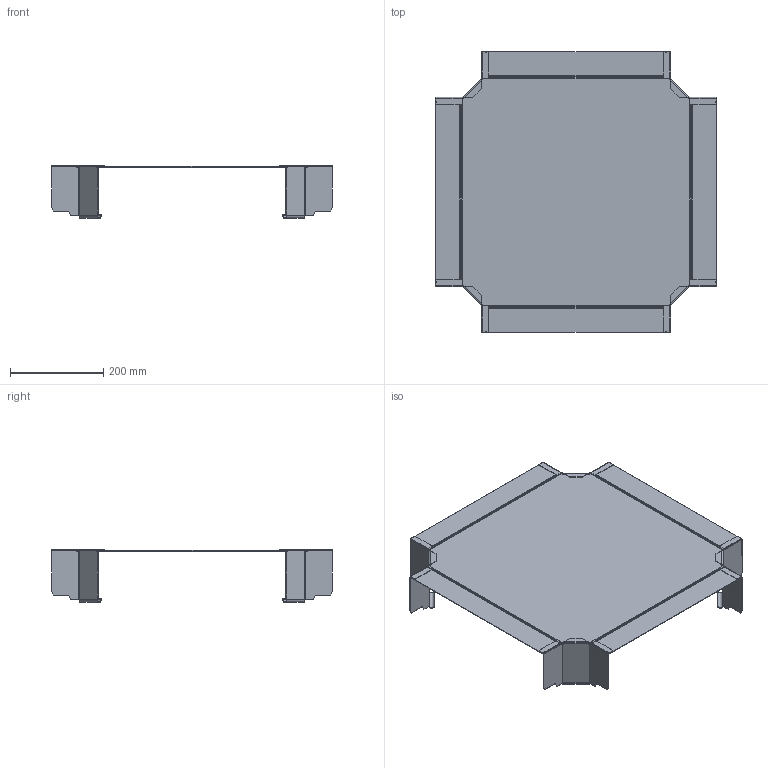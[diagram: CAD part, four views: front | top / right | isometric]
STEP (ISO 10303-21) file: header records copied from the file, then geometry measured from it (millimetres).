
FILE_DESCRIPTION((''),'2;1');
FILE_NAME('7027189_ASM','2014-05-07T',('AndreasKeweloh'),(''),'PRO/ENGINEER BY PARAMETRIC TECHNOLOGY CORPORATION, 2014000','PRO/ENGINEER BY PARAMETRIC TECHNOLOGY CORPORATION, 2014000','');
FILE_SCHEMA(('CONFIG_CONTROL_DESIGN'));
Length unit declared in the file: millimetre
Products named in the file (3): 7027189_BODENBLECH_RKM_400; 7027189_INNENHOLM_110; 7027189_ASM
Assembly tree (5 placements, depth 2):
  7027189_ASM
    7027189_BODENBLECH_RKM_400
    7027189_INNENHOLM_110  x4
Bounding box: 600.17 x 600.17 x 113 mm (x, y, z)
Volume: 511754.1 mm3; surface area: 825046.5 mm2
Topology: 5 solids, 5 shells, 434 faces, 1024 edges, 600 vertices
Faces by surface type: plane 266, cylinder 128, bspline 40
Entity records: 5017 total; most frequent: CARTESIAN_POINT 1061, DIRECTION 830, ORIENTED_EDGE 788, EDGE_CURVE 394, AXIS2_PLACEMENT_3D 280, VECTOR 270, LINE 270, VERTEX_POINT 228
